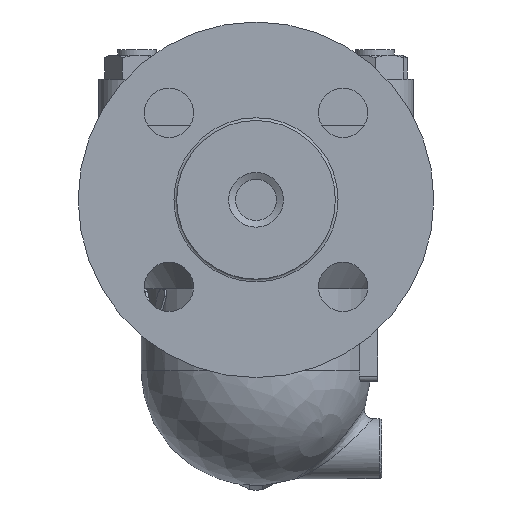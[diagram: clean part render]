
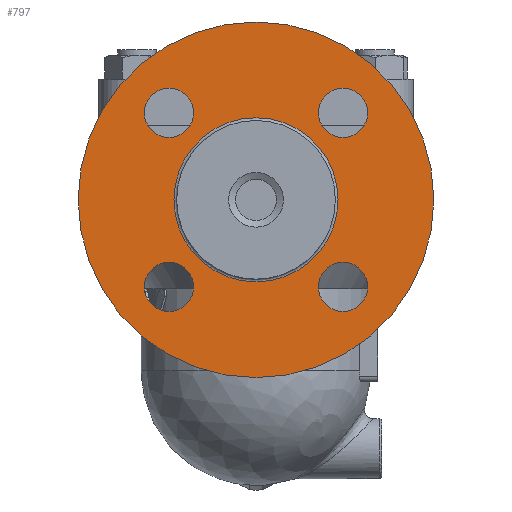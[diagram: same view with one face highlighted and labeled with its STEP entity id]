
A CAD part, left-side view. The second image highlights one B-rep face of the part: STEP entity #797.
In plain terms, the highlighted planar face has unit normal (-1, 0, 0).
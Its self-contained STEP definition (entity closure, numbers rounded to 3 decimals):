
#711=CARTESIAN_POINT('',(-120.0,0.0,3.));
#712=VERTEX_POINT('',#711);
#713=CARTESIAN_POINT('',(-120.0,0.0,-27.));
#714=DIRECTION('',(-1.0,0.0,0.0));
#715=DIRECTION('',(0.0,0.0,-1.0));
#716=AXIS2_PLACEMENT_3D('',#713,#714,#715);
#717=CIRCLE('',#716,30.);
#718=EDGE_CURVE('',#712,#712,#717,.T.);
#734=CARTESIAN_POINT('',(-120.0,0.0,20.));
#735=DIRECTION('',(-1.0,0.0,0.0));
#736=DIRECTION('',(0.0,0.0,1.0));
#737=AXIS2_PLACEMENT_3D('',#734,#735,#736);
#738=PLANE('',#737);
#739=CARTESIAN_POINT('',(-120.0,0.0,38.));
#740=VERTEX_POINT('',#739);
#741=CARTESIAN_POINT('',(-120.0,0.0,-27.));
#742=DIRECTION('',(-1.0,0.0,0.0));
#743=DIRECTION('',(0.0,0.0,1.0));
#744=AXIS2_PLACEMENT_3D('',#741,#742,#743);
#745=CIRCLE('',#744,65.0);
#746=EDGE_CURVE('',#740,#740,#745,.T.);
#747=ORIENTED_EDGE('',*,*,#746,.T.);
#748=EDGE_LOOP('',(#747));
#749=FACE_OUTER_BOUND('',#748,.T.);
#750=CARTESIAN_POINT('',(-120.0,31.82,13.82));
#751=VERTEX_POINT('',#750);
#752=CARTESIAN_POINT('',(-120.0,31.82,4.82));
#753=DIRECTION('',(1.0,0.0,0.0));
#754=DIRECTION('',(0.0,0.0,-1.0));
#755=AXIS2_PLACEMENT_3D('',#752,#753,#754);
#756=CIRCLE('',#755,9.0);
#757=EDGE_CURVE('',#751,#751,#756,.T.);
#758=ORIENTED_EDGE('',*,*,#757,.T.);
#759=EDGE_LOOP('',(#758));
#760=FACE_BOUND('',#759,.T.);
#761=CARTESIAN_POINT('',(-120.0,31.82,-49.82));
#762=VERTEX_POINT('',#761);
#763=CARTESIAN_POINT('',(-120.0,31.82,-58.82));
#764=DIRECTION('',(1.0,0.0,0.0));
#765=DIRECTION('',(0.0,0.0,-1.0));
#766=AXIS2_PLACEMENT_3D('',#763,#764,#765);
#767=CIRCLE('',#766,9.0);
#768=EDGE_CURVE('',#762,#762,#767,.T.);
#769=ORIENTED_EDGE('',*,*,#768,.T.);
#770=EDGE_LOOP('',(#769));
#771=FACE_BOUND('',#770,.T.);
#772=CARTESIAN_POINT('',(-120.0,-31.82,-49.82));
#773=VERTEX_POINT('',#772);
#774=CARTESIAN_POINT('',(-120.0,-31.82,-58.82));
#775=DIRECTION('',(1.0,0.0,0.0));
#776=DIRECTION('',(0.0,0.0,-1.0));
#777=AXIS2_PLACEMENT_3D('',#774,#775,#776);
#778=CIRCLE('',#777,9.0);
#779=EDGE_CURVE('',#773,#773,#778,.T.);
#780=ORIENTED_EDGE('',*,*,#779,.T.);
#781=EDGE_LOOP('',(#780));
#782=FACE_BOUND('',#781,.T.);
#783=CARTESIAN_POINT('',(-120.0,-31.82,13.82));
#784=VERTEX_POINT('',#783);
#785=CARTESIAN_POINT('',(-120.0,-31.82,4.82));
#786=DIRECTION('',(1.0,0.0,0.0));
#787=DIRECTION('',(0.0,0.0,-1.0));
#788=AXIS2_PLACEMENT_3D('',#785,#786,#787);
#789=CIRCLE('',#788,9.0);
#790=EDGE_CURVE('',#784,#784,#789,.T.);
#791=ORIENTED_EDGE('',*,*,#790,.T.);
#792=EDGE_LOOP('',(#791));
#793=FACE_BOUND('',#792,.T.);
#794=ORIENTED_EDGE('',*,*,#718,.F.);
#795=EDGE_LOOP('',(#794));
#796=FACE_BOUND('',#795,.T.);
#797=ADVANCED_FACE('',(#749,#760,#771,#782,#793,#796),#738,.T.);
